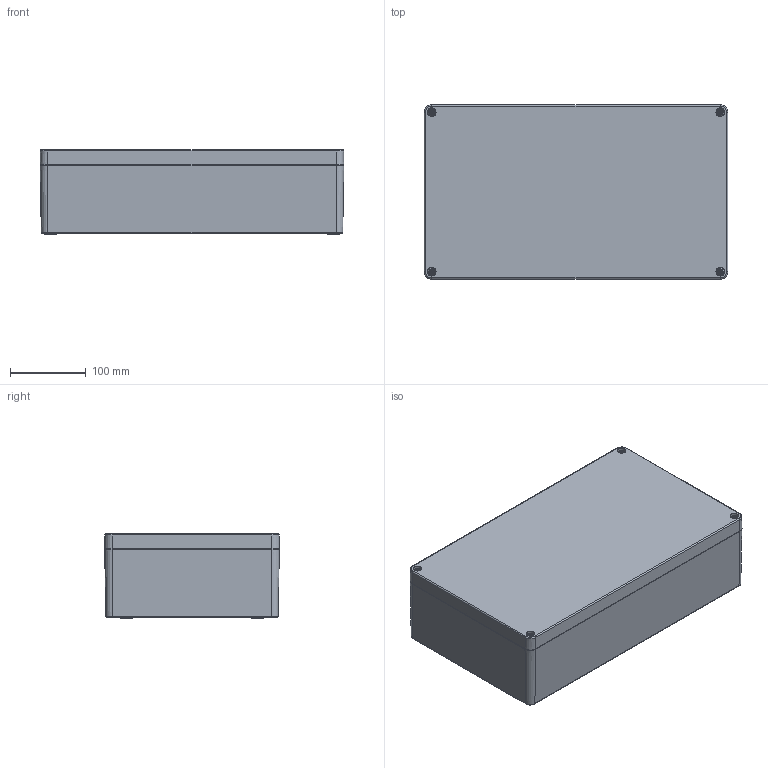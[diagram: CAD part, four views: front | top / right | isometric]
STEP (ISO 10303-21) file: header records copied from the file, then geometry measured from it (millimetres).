
FILE_DESCRIPTION((''),'2;1');
FILE_NAME('0101103400-MBA_402311_VE.stp','2014-10-20T09:47:04',('robin.rentz'),(''),'Autodesk Inventor 2012','Autodesk Inventor 2012','');
FILE_SCHEMA(('CONFIG_CONTROL_DESIGN'));
Length unit declared in the file: millimetre
Products named in the file (5): 0101103400-MBA_402311_VE; 0100103402-UT_402311; 0100103401-OT_402311_VE; Schraube BM 6x30; xxx-O-Ring-MBA_402311
Assembly tree (7 placements, depth 2):
  0101103400-MBA_402311_VE
    0100103402-UT_402311
    0100103401-OT_402311_VE
    Schraube BM 6x30  x4
    xxx-O-Ring-MBA_402311
Bounding box: 399.99 x 229.99 x 111 mm (x, y, z)
Volume: 1514857.5 mm3; surface area: 679868.1 mm2
Topology: 7 solids, 7 shells, 1742 faces, 4309 edges, 2694 vertices
Faces by surface type: plane 643, bspline 361, cylinder 313, torus 230, cone 191, sphere 4
Full cylindrical faces by diameter (mm): 3 x4, 4.917 x11, 5 x4, 6 x4, 6.5 x19, 7.5 x4, 9 x5, 10 x9, 11 x4, 15 x2
Entity records: 50271 total; most frequent: CARTESIAN_POINT 14535, ORIENTED_EDGE 7618, DIRECTION 6589, EDGE_CURVE 3809, VERTEX_POINT 2455, AXIS2_PLACEMENT_3D 2292, VECTOR 2005, LINE 2005
